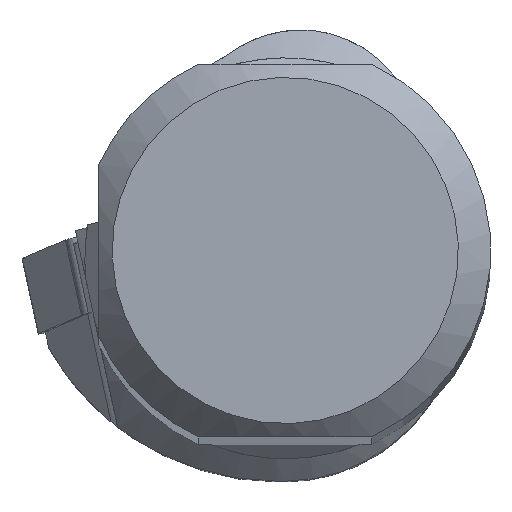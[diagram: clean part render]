
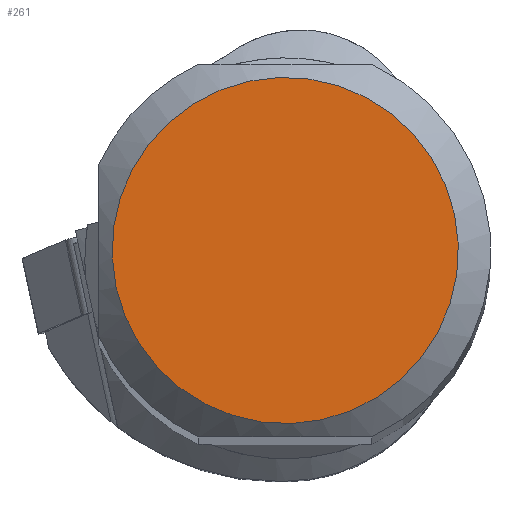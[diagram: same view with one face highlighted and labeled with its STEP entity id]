
A CAD part, top view. The second image highlights one B-rep face of the part: STEP entity #261.
In plain terms, the highlighted planar face has unit normal (0, 0, 1).
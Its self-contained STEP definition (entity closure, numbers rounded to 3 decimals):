
#191=FACE_OUTER_BOUND('',#550,.T.);
#261=ADVANCED_FACE('CU_SU_BP3',(#191),#314,.F.);
#314=PLANE('',#1521);
#550=EDGE_LOOP('',(#800));
#800=ORIENTED_EDGE('',*,*,#1229,.T.);
#1074=VERTEX_POINT('',#2393);
#1229=EDGE_CURVE('',#1074,#1074,#1324,.T.);
#1324=CIRCLE('',#1516,10.69);
#1516=AXIS2_PLACEMENT_3D('',#2392,#1815,#1816);
#1521=AXIS2_PLACEMENT_3D('',#2426,#1825,#1826);
#1815=DIRECTION('',(0.,0.,1.));
#1816=DIRECTION('',(-0.978,-0.21,0.));
#1825=DIRECTION('',(0.,0.,-1.));
#1826=DIRECTION('',(-0.978,-0.21,0.));
#2392=CARTESIAN_POINT('',(0.,0.,0.));
#2393=CARTESIAN_POINT('',(-10.452,-2.247,0.));
#2426=CARTESIAN_POINT('',(-12.69,0.,0.));
